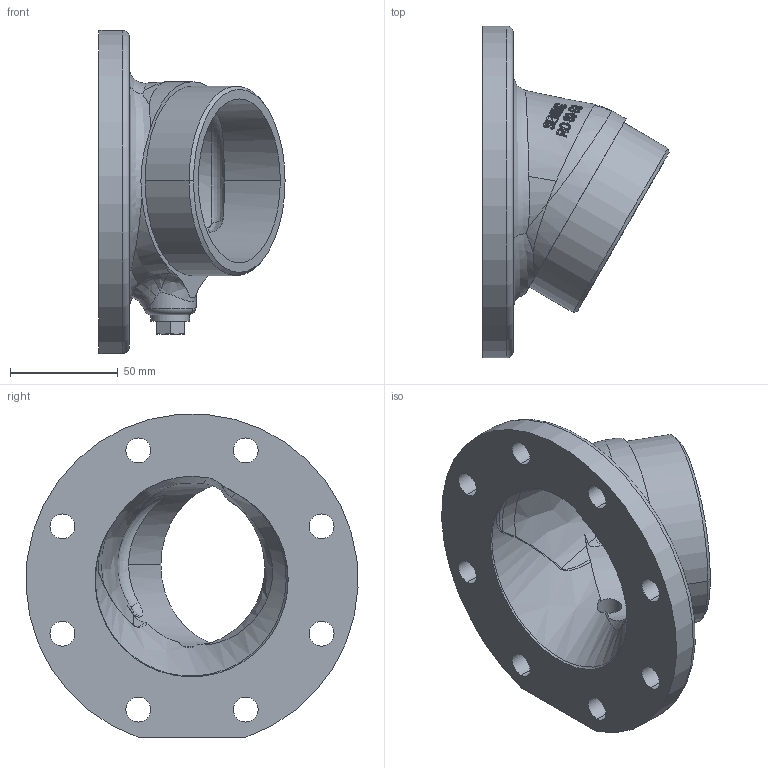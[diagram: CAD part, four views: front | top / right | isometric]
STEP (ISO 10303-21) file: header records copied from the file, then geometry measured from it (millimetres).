
FILE_DESCRIPTION (( 'STEP AP214' ), '1' );
FILE_NAME ('RO-80-G3_22735.STEP', '2013-03-19T12:33:48', ( 'Admin2' ), ( '' ), 'SwSTEP 2.0', 'SolidWorks 2010', '' );
FILE_SCHEMA (( 'AUTOMOTIVE_DESIGN' ));
Length unit declared in the file: millimetre
Products named in the file (1): RO-80-G3_22735
Bounding box: 86.26 x 153.82 x 149.72 mm (x, y, z)
Surface area: 69809.5 mm2 (no closed solid volume)
Topology: 0 solids, 3 shells, 257 faces, 823 edges, 546 vertices
Faces by surface type: bspline 136, plane 66, cylinder 38, cone 10, torus 5, sphere 2
Entity records: 21997 total; most frequent: CARTESIAN_POINT 13287, ORIENTED_EDGE 1428, EDGE_CURVE 822, DIRECTION 720, VERTEX_POINT 546, B_SPLINE_CURVE_WITH_KNOTS 470, EDGE_LOOP 298, UNCERTAINTY_MEASURE_WITH_UNIT 259
